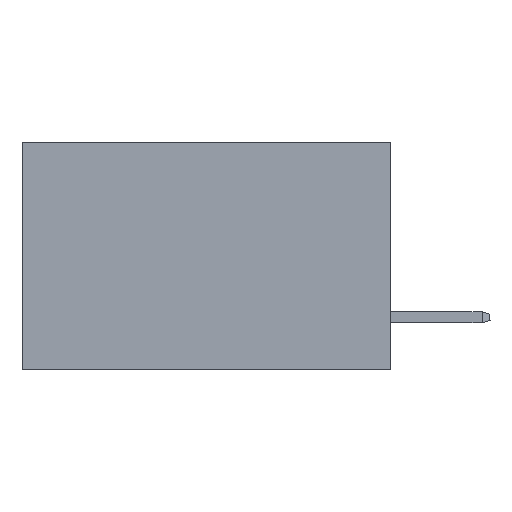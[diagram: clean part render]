
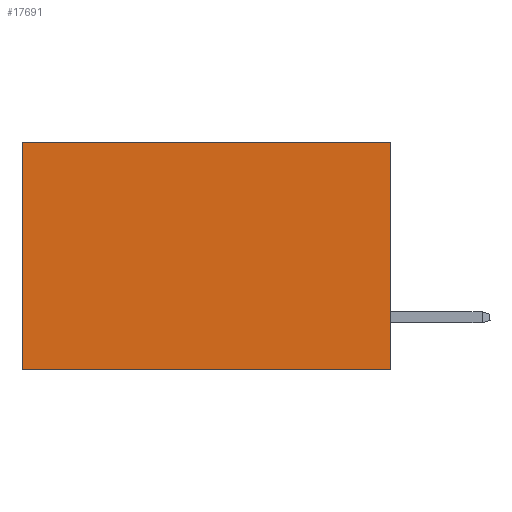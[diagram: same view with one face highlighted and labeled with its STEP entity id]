
A CAD part, left-side view. The second image highlights one B-rep face of the part: STEP entity #17691.
In plain terms, the highlighted planar face has unit normal (-1, 0, 0).
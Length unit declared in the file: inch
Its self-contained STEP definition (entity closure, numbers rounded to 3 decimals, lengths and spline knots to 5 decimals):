
#861 = CARTESIAN_POINT ( 'NONE',  ( 0.2875, 0., 0. ) ) ;
#1044 = LINE ( 'NONE', #26204, #19669 ) ;
#3057 = DIRECTION ( 'NONE',  ( 0., 1., 0. ) ) ;
#3095 = VECTOR ( 'NONE', #15322, 39.37008 ) ;
#3163 = DIRECTION ( 'NONE',  ( 0., 0., -1. ) ) ;
#3474 = CARTESIAN_POINT ( 'NONE',  ( 0.2875, 0., 0. ) ) ;
#5191 = CARTESIAN_POINT ( 'NONE',  ( 0.2875, 0., -0.37 ) ) ;
#5875 = CARTESIAN_POINT ( 'NONE',  ( 0.2875, 0., 0. ) ) ;
#7198 = LINE ( 'NONE', #17477, #20849 ) ;
#8093 = LINE ( 'NONE', #861, #27297 ) ;
#8683 = ORIENTED_EDGE ( 'NONE', *, *, #25653, .T. ) ;
#9389 = FACE_OUTER_BOUND ( 'NONE', #17778, .T. ) ;
#10263 = DIRECTION ( 'NONE',  ( 0., 1., 0. ) ) ;
#14266 = ORIENTED_EDGE ( 'NONE', *, *, #30707, .F. ) ;
#14698 = VERTEX_POINT ( 'NONE', #27533 ) ;
#15322 = DIRECTION ( 'NONE',  ( 0., 0., -1. ) ) ;
#17477 = CARTESIAN_POINT ( 'NONE',  ( 0.2875, 0., -0.37 ) ) ;
#17691 = ADVANCED_FACE ( 'NONE', ( #9389 ), #21001, .F. ) ;
#17778 = EDGE_LOOP ( 'NONE', ( #8683, #14266, #29466, #22342 ) ) ;
#17920 = DIRECTION ( 'NONE',  ( 1., 0., 0. ) ) ;
#19051 = DIRECTION ( 'NONE',  ( 0., 0., -1. ) ) ;
#19669 = VECTOR ( 'NONE', #19051, 39.37008 ) ;
#20027 = EDGE_CURVE ( 'NONE', #27883, #27557, #30380, .T. ) ;
#20849 = VECTOR ( 'NONE', #3057, 39.37008 ) ;
#21001 = PLANE ( 'NONE',  #21181 ) ;
#21181 = AXIS2_PLACEMENT_3D ( 'NONE', #3474, #17920, #3163 ) ;
#21275 = CARTESIAN_POINT ( 'NONE',  ( 0.2875, 0.6, -0.37 ) ) ;
#21873 = VERTEX_POINT ( 'NONE', #21275 ) ;
#22342 = ORIENTED_EDGE ( 'NONE', *, *, #23470, .T. ) ;
#23470 = EDGE_CURVE ( 'NONE', #27883, #14698, #8093, .T. ) ;
#25653 = EDGE_CURVE ( 'NONE', #14698, #21873, #1044, .T. ) ;
#25737 = CARTESIAN_POINT ( 'NONE',  ( 0.2875, 0., 0. ) ) ;
#26204 = CARTESIAN_POINT ( 'NONE',  ( 0.2875, 0.6, 0. ) ) ;
#27297 = VECTOR ( 'NONE', #10263, 39.37008 ) ;
#27533 = CARTESIAN_POINT ( 'NONE',  ( 0.2875, 0.6, 0. ) ) ;
#27557 = VERTEX_POINT ( 'NONE', #5191 ) ;
#27883 = VERTEX_POINT ( 'NONE', #25737 ) ;
#29466 = ORIENTED_EDGE ( 'NONE', *, *, #20027, .F. ) ;
#30380 = LINE ( 'NONE', #5875, #3095 ) ;
#30707 = EDGE_CURVE ( 'NONE', #27557, #21873, #7198, .T. ) ;
